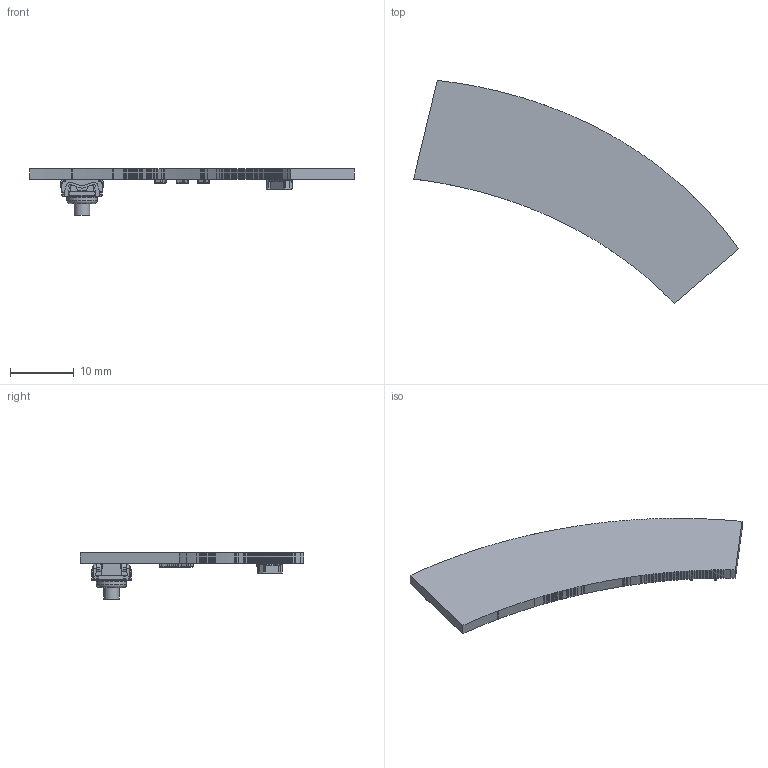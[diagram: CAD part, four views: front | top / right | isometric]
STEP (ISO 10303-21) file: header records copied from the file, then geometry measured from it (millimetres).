
FILE_DESCRIPTION(('Open CASCADE Model'),'2;1');
FILE_NAME('Open CASCADE Shape Model','2023-12-05T11:32:46',('Author'),( 'Open CASCADE'),'Open CASCADE STEP processor 6.8','Open CASCADE 6.8' ,'Unknown');
FILE_SCHEMA(('AUTOMOTIVE_DESIGN { 1 0 10303 214 1 1 1 1 }'));
Length unit declared in the file: millimetre
Products named in the file (22): PCB; Board; Open CASCADE STEP translator 6.8 2.1.1; FD3; 6155536864; Cylinder; FD2; FD1; 6155536384; U1; KSC541JROHS; KSC51J_pin; KSC5_cover; KSC5_button; KSC5_body; R3; User_Library-0805_SMD_Resistor; R2; R1; D1; QLS6B-FKW-CNSNSF043
Assembly tree (27 placements, depth 4):
  PCB
    Board
      Open CASCADE STEP translator 6.8 2.1.1
    FD3
      6155536864
        Cylinder
    FD2
      6155536864
        Cylinder
    FD1
      6155536384
        Cylinder
    U1
      KSC541JROHS
        KSC51J_pin  x4
        KSC5_cover
        KSC5_button
        KSC5_body
    R3
      User_Library-0805_SMD_Resistor
    R2
      User_Library-0805_SMD_Resistor
    R1
      User_Library-0805_SMD_Resistor
    D1
      QLS6B-FKW-CNSNSF043
Bounding box: 50.74 x 34.86 x 7.21 mm (x, y, z)
Volume: 1366.6 mm3; surface area: 2189.2 mm2
Topology: 15 solids, 15 shells, 884 faces, 2372 edges, 1511 vertices
Faces by surface type: plane 572, cylinder 173, bspline 105, sphere 29, cone 3, torus 2
Full cylindrical faces by diameter (mm): 1 x3, 1.5 x1, 2.4 x1, 3.05 x2, 4.7 x1
Entity records: 23415 total; most frequent: CARTESIAN_POINT 5962, ORIENTED_EDGE 3568, DIRECTION 3155, EDGE_CURVE 1784, LINE 1477, VECTOR 1477, VERTEX_POINT 1165, AXIS2_PLACEMENT_3D 839
